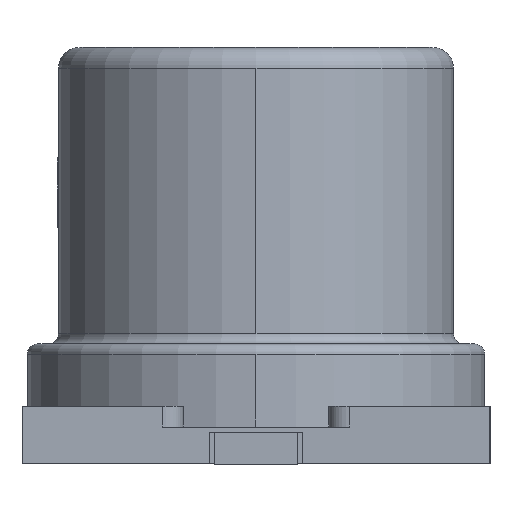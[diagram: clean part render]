
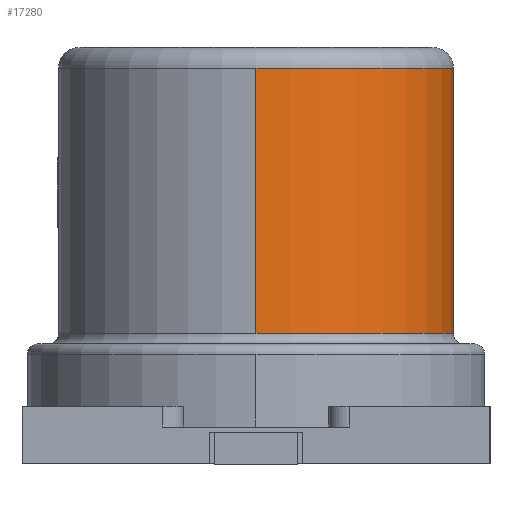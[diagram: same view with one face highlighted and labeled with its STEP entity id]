
A CAD part, left-side view. The second image highlights one B-rep face of the part: STEP entity #17280.
In plain terms, the highlighted cylindrical face has radius 1.9 mm (diameter 3.8 mm), a partial arc.
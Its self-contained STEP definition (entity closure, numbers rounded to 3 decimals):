
#57 = VERTEX_POINT ( 'NONE', #1844 ) ;
#1386 = CARTESIAN_POINT ( 'NONE',  ( -3.1, 0., 18.698 ) ) ;
#1844 = CARTESIAN_POINT ( 'NONE',  ( -5., 0., 3.8 ) ) ;
#1956 = VERTEX_POINT ( 'NONE', #10337 ) ;
#2422 = VECTOR ( 'NONE', #12155, 1000. ) ;
#3241 = AXIS2_PLACEMENT_3D ( 'NONE', #1386, #3985, #12272 ) ;
#3274 = CARTESIAN_POINT ( 'NONE',  ( -3.1, -1.9, 1.25 ) ) ;
#3431 = CIRCLE ( 'NONE', #9133, 1.9 ) ;
#3481 = VERTEX_POINT ( 'NONE', #8004 ) ;
#3785 = AXIS2_PLACEMENT_3D ( 'NONE', #9265, #12132, #17404 ) ;
#3985 = DIRECTION ( 'NONE',  ( 0., 0., -1. ) ) ;
#4106 = EDGE_CURVE ( 'NONE', #1956, #4466, #9641, .T. ) ;
#4466 = VERTEX_POINT ( 'NONE', #3274 ) ;
#4612 = ORIENTED_EDGE ( 'NONE', *, *, #15362, .T. ) ;
#5242 = FACE_OUTER_BOUND ( 'NONE', #8142, .T. ) ;
#5692 = DIRECTION ( 'NONE',  ( 0., 0., -1. ) ) ;
#8004 = CARTESIAN_POINT ( 'NONE',  ( -5., 0., 1.25 ) ) ;
#8142 = EDGE_LOOP ( 'NONE', ( #11417, #4612, #16652, #9206 ) ) ;
#8396 = CARTESIAN_POINT ( 'NONE',  ( -5., 0., 18.698 ) ) ;
#8650 = VECTOR ( 'NONE', #16640, 1000. ) ;
#9133 = AXIS2_PLACEMENT_3D ( 'NONE', #16416, #5692, #15059 ) ;
#9206 = ORIENTED_EDGE ( 'NONE', *, *, #4106, .F. ) ;
#9265 = CARTESIAN_POINT ( 'NONE',  ( -3.1, 0., 1.25 ) ) ;
#9641 = LINE ( 'NONE', #12413, #2422 ) ;
#10337 = CARTESIAN_POINT ( 'NONE',  ( -3.1, -1.9, 3.8 ) ) ;
#11417 = ORIENTED_EDGE ( 'NONE', *, *, #12505, .T. ) ;
#11482 = CIRCLE ( 'NONE', #3785, 1.9 ) ;
#12132 = DIRECTION ( 'NONE',  ( 0., 0., 1. ) ) ;
#12155 = DIRECTION ( 'NONE',  ( 0., 0., -1. ) ) ;
#12272 = DIRECTION ( 'NONE',  ( -1., 0., 0. ) ) ;
#12413 = CARTESIAN_POINT ( 'NONE',  ( -3.1, -1.9, 18.698 ) ) ;
#12505 = EDGE_CURVE ( 'NONE', #1956, #57, #3431, .T. ) ;
#13762 = LINE ( 'NONE', #8396, #8650 ) ;
#14947 = EDGE_CURVE ( 'NONE', #3481, #4466, #11482, .T. ) ;
#15059 = DIRECTION ( 'NONE',  ( 1., 0., 0. ) ) ;
#15362 = EDGE_CURVE ( 'NONE', #57, #3481, #13762, .T. ) ;
#16416 = CARTESIAN_POINT ( 'NONE',  ( -3.1, 0., 3.8 ) ) ;
#16640 = DIRECTION ( 'NONE',  ( 0., 0., -1. ) ) ;
#16652 = ORIENTED_EDGE ( 'NONE', *, *, #14947, .T. ) ;
#17280 = ADVANCED_FACE ( 'NONE', ( #5242 ), #17376, .T. ) ;
#17376 = CYLINDRICAL_SURFACE ( 'NONE', #3241, 1.9 ) ;
#17404 = DIRECTION ( 'NONE',  ( 1., 0., 0. ) ) ;
